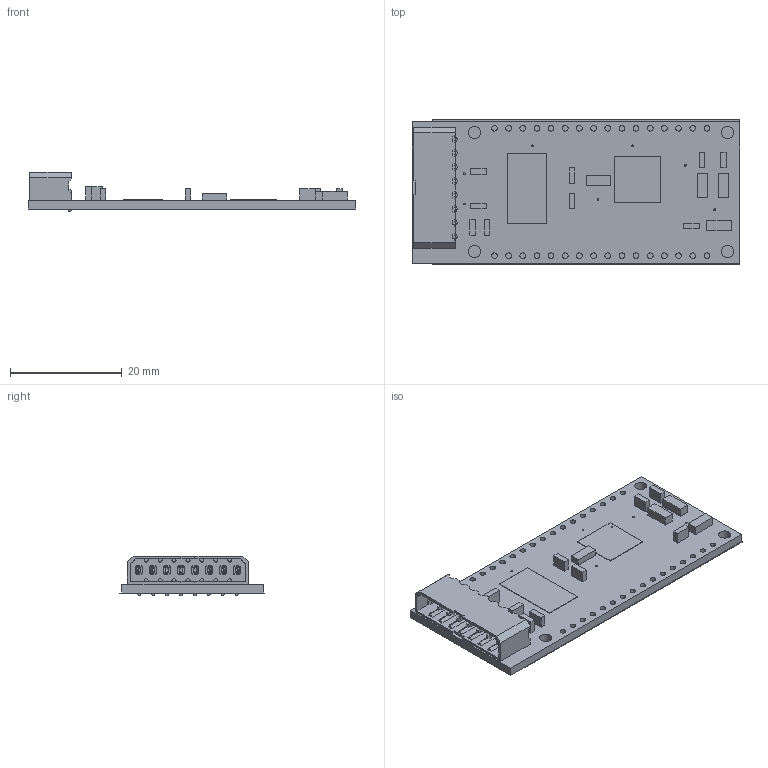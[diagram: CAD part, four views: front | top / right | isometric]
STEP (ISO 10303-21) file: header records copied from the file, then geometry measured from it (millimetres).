
FILE_DESCRIPTION(/* description */ (''),/* implementation_level */ '2;1');
FILE_NAME(/* name */ '322c777b-26da-4c2c-9168-1119afcda4a0.stp',/* time_stamp */ '2021-02-13T22:30:03+00:00',/* author */ (''),/* organization */ (''),/* preprocessor_version */ 'ST-DEVELOPER v18.1',/* originating_system */ 'Autodesk Translation Framework v9.7.1.1290',/* authorisation */ '');
FILE_SCHEMA (('AUTOMOTIVE_DESIGN { 1 0 10303 214 3 1 1 }'));
Length unit declared in the file: millimetre
Products named in the file (12): 322c777b-26da-4c2c-9168-1119afcda4a0; PCB Component; Board; PXC-8-RA-1778683; ptsm_0.5-8-hh-2.5-thr; RED; 470; NANO_PI_CLEAN; 337AXZ025M; TG110-S055N2RL; 0nF; 1.0nF
Assembly tree (20 placements, depth 4):
  322c777b-26da-4c2c-9168-1119afcda4a0
    PCB Component
      Board
      PXC-8-RA-1778683
        ptsm_0.5-8-hh-2.5-thr
      RED  x3
      470  x6
      NANO_PI_CLEAN
      337AXZ025M
      TG110-S055N2RL
      0nF  x3
      1.0nF
Bounding box: 58.8 x 25.84 x 7.1 mm (x, y, z)
Volume: 2942.6 mm3; surface area: 8011.1 mm2
Topology: 18 solids, 18 shells, 634 faces, 1610 edges, 1052 vertices
Faces by surface type: plane 540, cylinder 60, cone 34
Full cylindrical faces by diameter (mm): 0.35 x8, 1 x8, 1.016 x32, 1.2 x8, 2.2 x4
Entity records: 18653 total; most frequent: CARTESIAN_POINT 3094, ORIENTED_EDGE 3004, DIRECTION 2918, EDGE_CURVE 1502, LINE 1310, VECTOR 1310, VERTEX_POINT 980, AXIS2_PLACEMENT_3D 804
